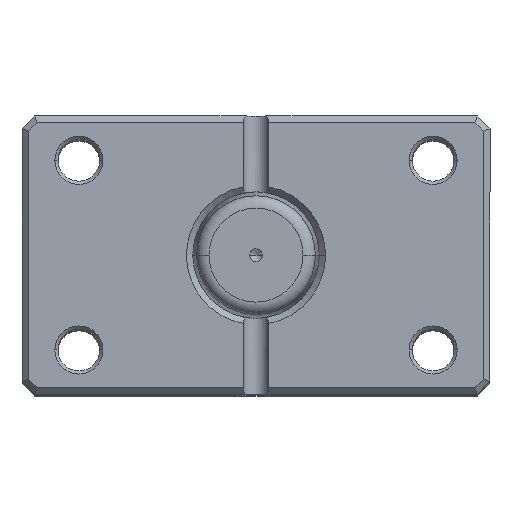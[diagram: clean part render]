
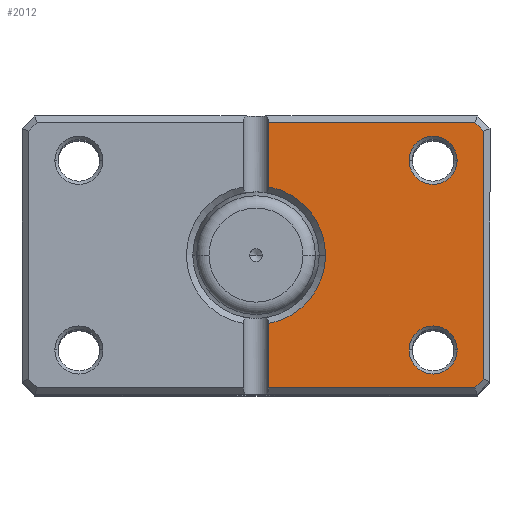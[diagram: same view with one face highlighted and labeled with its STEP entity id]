
A CAD part, top view. The second image highlights one B-rep face of the part: STEP entity #2012.
In plain terms, the highlighted face is planar.
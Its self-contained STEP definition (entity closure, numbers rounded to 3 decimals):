
#104 = CIRCLE ( 'NONE', #3405, 3.8 ) ;
#114 = LINE ( 'NONE', #6464, #1288 ) ;
#212 = VERTEX_POINT ( 'NONE', #1984 ) ;
#238 = VECTOR ( 'NONE', #6121, 1000. ) ;
#255 = DIRECTION ( 'NONE',  ( 1., 0., 0. ) ) ;
#392 = LINE ( 'NONE', #4605, #238 ) ;
#471 = DIRECTION ( 'NONE',  ( -1., 0., 0. ) ) ;
#542 = CARTESIAN_POINT ( 'NONE',  ( -2., 21., 0. ) ) ;
#567 = CARTESIAN_POINT ( 'NONE',  ( -34.586, 21., 0. ) ) ;
#570 = ORIENTED_EDGE ( 'NONE', *, *, #5162, .T. ) ;
#645 = CARTESIAN_POINT ( 'NONE',  ( -27.793, 27.793, 0. ) ) ;
#723 = DIRECTION ( 'NONE',  ( 0., 1., 0. ) ) ;
#828 = CARTESIAN_POINT ( 'NONE',  ( -36., 19.586, 0. ) ) ;
#834 = CARTESIAN_POINT ( 'NONE',  ( 0., 0., 0. ) ) ;
#858 = LINE ( 'NONE', #4205, #6028 ) ;
#898 = AXIS2_PLACEMENT_3D ( 'NONE', #960, #4436, #1462 ) ;
#960 = CARTESIAN_POINT ( 'NONE',  ( -28., 15., 0. ) ) ;
#1046 = CARTESIAN_POINT ( 'NONE',  ( -28., 15., 0. ) ) ;
#1139 = EDGE_LOOP ( 'NONE', ( #2712, #5747 ) ) ;
#1169 = DIRECTION ( 'NONE',  ( 0., 0., 1. ) ) ;
#1206 = ORIENTED_EDGE ( 'NONE', *, *, #3603, .T. ) ;
#1238 = VERTEX_POINT ( 'NONE', #542 ) ;
#1275 = DIRECTION ( 'NONE',  ( 0., 0., 1. ) ) ;
#1288 = VECTOR ( 'NONE', #471, 1000. ) ;
#1315 = EDGE_CURVE ( 'NONE', #212, #5536, #4541, .T. ) ;
#1344 = DIRECTION ( 'NONE',  ( 0., 0., 1. ) ) ;
#1371 = EDGE_CURVE ( 'NONE', #4322, #4729, #392, .T. ) ;
#1374 = EDGE_LOOP ( 'NONE', ( #1732, #1916 ) ) ;
#1430 = CARTESIAN_POINT ( 'NONE',  ( -24.2, -15., 0. ) ) ;
#1462 = DIRECTION ( 'NONE',  ( 1., 0., 0. ) ) ;
#1488 = CARTESIAN_POINT ( 'NONE',  ( -28., -15., 0. ) ) ;
#1497 = LINE ( 'NONE', #2434, #2825 ) ;
#1550 = DIRECTION ( 'NONE',  ( 1., 0., 0. ) ) ;
#1551 = CARTESIAN_POINT ( 'NONE',  ( -11., 0., 0. ) ) ;
#1672 = VERTEX_POINT ( 'NONE', #2972 ) ;
#1674 = EDGE_CURVE ( 'NONE', #1672, #3802, #1497, .T. ) ;
#1705 = CARTESIAN_POINT ( 'NONE',  ( -24.2, 15., 0. ) ) ;
#1714 = EDGE_CURVE ( 'NONE', #1788, #4498, #5323, .T. ) ;
#1732 = ORIENTED_EDGE ( 'NONE', *, *, #1315, .T. ) ;
#1757 = ORIENTED_EDGE ( 'NONE', *, *, #1371, .T. ) ;
#1788 = VERTEX_POINT ( 'NONE', #1886 ) ;
#1872 = CARTESIAN_POINT ( 'NONE',  ( -2., -21., 0. ) ) ;
#1886 = CARTESIAN_POINT ( 'NONE',  ( -2., 10.817, 0. ) ) ;
#1916 = ORIENTED_EDGE ( 'NONE', *, *, #4684, .T. ) ;
#1929 = DIRECTION ( 'NONE',  ( 1., 0., 0. ) ) ;
#1943 = CARTESIAN_POINT ( 'NONE',  ( -28., -15., 0. ) ) ;
#1952 = ORIENTED_EDGE ( 'NONE', *, *, #5651, .T. ) ;
#1984 = CARTESIAN_POINT ( 'NONE',  ( -31.8, -15., 0. ) ) ;
#1998 = DIRECTION ( 'NONE',  ( 1., 0., 0. ) ) ;
#2012 = ADVANCED_FACE ( 'NONE', ( #2751, #6416, #3904 ), #5244, .F. ) ;
#2032 = EDGE_CURVE ( 'NONE', #1238, #1788, #3609, .T. ) ;
#2163 = DIRECTION ( 'NONE',  ( 0.707, 0.707, 0. ) ) ;
#2227 = LINE ( 'NONE', #5422, #5041 ) ;
#2422 = ORIENTED_EDGE ( 'NONE', *, *, #1674, .T. ) ;
#2434 = CARTESIAN_POINT ( 'NONE',  ( -2., 22., 0. ) ) ;
#2481 = VERTEX_POINT ( 'NONE', #2941 ) ;
#2586 = AXIS2_PLACEMENT_3D ( 'NONE', #1046, #4527, #1550 ) ;
#2712 = ORIENTED_EDGE ( 'NONE', *, *, #3953, .T. ) ;
#2751 = FACE_BOUND ( 'NONE', #1374, .T. ) ;
#2763 = AXIS2_PLACEMENT_3D ( 'NONE', #834, #1275, #255 ) ;
#2769 = VECTOR ( 'NONE', #2163, 1000. ) ;
#2825 = VECTOR ( 'NONE', #3327, 1000. ) ;
#2941 = CARTESIAN_POINT ( 'NONE',  ( -31.8, 15., 0. ) ) ;
#2972 = CARTESIAN_POINT ( 'NONE',  ( -2., -10.817, 0. ) ) ;
#3276 = ORIENTED_EDGE ( 'NONE', *, *, #4582, .T. ) ;
#3327 = DIRECTION ( 'NONE',  ( 0., -1., 0. ) ) ;
#3405 = AXIS2_PLACEMENT_3D ( 'NONE', #1488, #4988, #1998 ) ;
#3603 = EDGE_CURVE ( 'NONE', #4729, #6300, #858, .T. ) ;
#3609 = LINE ( 'NONE', #5838, #4922 ) ;
#3650 = ORIENTED_EDGE ( 'NONE', *, *, #2032, .T. ) ;
#3802 = VERTEX_POINT ( 'NONE', #1872 ) ;
#3856 = AXIS2_PLACEMENT_3D ( 'NONE', #4333, #1344, #4839 ) ;
#3904 = FACE_OUTER_BOUND ( 'NONE', #4266, .T. ) ;
#3953 = EDGE_CURVE ( 'NONE', #2481, #5262, #5314, .T. ) ;
#4094 = LINE ( 'NONE', #645, #2769 ) ;
#4107 = CIRCLE ( 'NONE', #898, 3.8 ) ;
#4205 = CARTESIAN_POINT ( 'NONE',  ( -36., 0., 0. ) ) ;
#4266 = EDGE_LOOP ( 'NONE', ( #3650, #5845, #3276, #2422, #1952, #1757, #1206, #570, #5676 ) ) ;
#4322 = VERTEX_POINT ( 'NONE', #4812 ) ;
#4333 = CARTESIAN_POINT ( 'NONE',  ( 0., 0., 0. ) ) ;
#4436 = DIRECTION ( 'NONE',  ( 0., 0., 1. ) ) ;
#4498 = VERTEX_POINT ( 'NONE', #1551 ) ;
#4520 = CARTESIAN_POINT ( 'NONE',  ( -36., -19.586, 0. ) ) ;
#4527 = DIRECTION ( 'NONE',  ( 0., 0., 1. ) ) ;
#4541 = CIRCLE ( 'NONE', #5344, 3.8 ) ;
#4582 = EDGE_CURVE ( 'NONE', #4498, #1672, #6061, .T. ) ;
#4605 = CARTESIAN_POINT ( 'NONE',  ( -27.793, -27.793, 0. ) ) ;
#4684 = EDGE_CURVE ( 'NONE', #5536, #212, #104, .T. ) ;
#4729 = VERTEX_POINT ( 'NONE', #4520 ) ;
#4812 = CARTESIAN_POINT ( 'NONE',  ( -34.586, -21., 0. ) ) ;
#4816 = VERTEX_POINT ( 'NONE', #567 ) ;
#4839 = DIRECTION ( 'NONE',  ( 1., 0., 0. ) ) ;
#4922 = VECTOR ( 'NONE', #5819, 1000. ) ;
#4988 = DIRECTION ( 'NONE',  ( 0., 0., 1. ) ) ;
#5041 = VECTOR ( 'NONE', #1929, 1000. ) ;
#5162 = EDGE_CURVE ( 'NONE', #6300, #4816, #4094, .T. ) ;
#5244 = PLANE ( 'NONE',  #5305 ) ;
#5262 = VERTEX_POINT ( 'NONE', #1705 ) ;
#5305 = AXIS2_PLACEMENT_3D ( 'NONE', #5338, #5366, #5619 ) ;
#5314 = CIRCLE ( 'NONE', #2586, 3.8 ) ;
#5323 = CIRCLE ( 'NONE', #2763, 11. ) ;
#5338 = CARTESIAN_POINT ( 'NONE',  ( 0., 0., 0. ) ) ;
#5344 = AXIS2_PLACEMENT_3D ( 'NONE', #1943, #1169, #6154 ) ;
#5366 = DIRECTION ( 'NONE',  ( 0., 0., 1. ) ) ;
#5422 = CARTESIAN_POINT ( 'NONE',  ( 0., 21., 0. ) ) ;
#5536 = VERTEX_POINT ( 'NONE', #1430 ) ;
#5619 = DIRECTION ( 'NONE',  ( 1., 0., 0. ) ) ;
#5628 = EDGE_CURVE ( 'NONE', #5262, #2481, #4107, .T. ) ;
#5651 = EDGE_CURVE ( 'NONE', #3802, #4322, #114, .T. ) ;
#5676 = ORIENTED_EDGE ( 'NONE', *, *, #6356, .T. ) ;
#5747 = ORIENTED_EDGE ( 'NONE', *, *, #5628, .T. ) ;
#5819 = DIRECTION ( 'NONE',  ( 0., -1., 0. ) ) ;
#5838 = CARTESIAN_POINT ( 'NONE',  ( -2., 22., 0. ) ) ;
#5845 = ORIENTED_EDGE ( 'NONE', *, *, #1714, .T. ) ;
#6028 = VECTOR ( 'NONE', #723, 1000. ) ;
#6061 = CIRCLE ( 'NONE', #3856, 11. ) ;
#6121 = DIRECTION ( 'NONE',  ( -0.707, 0.707, 0. ) ) ;
#6154 = DIRECTION ( 'NONE',  ( 1., 0., 0. ) ) ;
#6300 = VERTEX_POINT ( 'NONE', #828 ) ;
#6356 = EDGE_CURVE ( 'NONE', #4816, #1238, #2227, .T. ) ;
#6416 = FACE_BOUND ( 'NONE', #1139, .T. ) ;
#6464 = CARTESIAN_POINT ( 'NONE',  ( 0., -21., 0. ) ) ;
